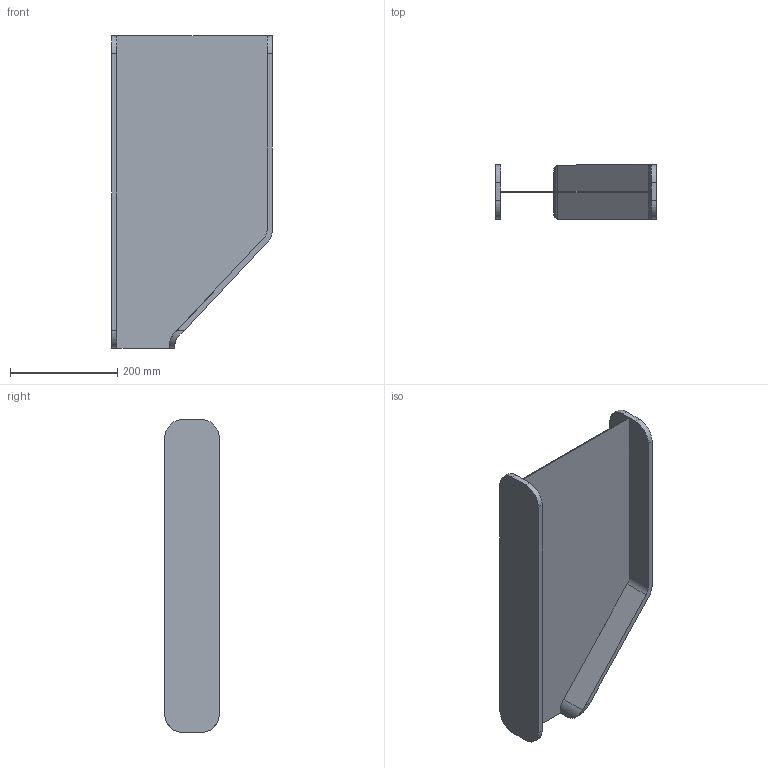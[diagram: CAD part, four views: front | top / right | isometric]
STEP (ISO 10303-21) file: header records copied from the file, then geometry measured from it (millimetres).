
FILE_DESCRIPTION(('STEP AP214'),'1');
FILE_NAME('solid3.stp','2017-09-11T13:50:32',(' '),(' '),'Spatial InterOp 3D',' ',' ');
FILE_SCHEMA(('AUTOMOTIVE_DESIGN { 1 0 10303 214 1 1 1 1 }'));
Length unit declared in the file: millimetre
Products named in the file (1): Solid
Bounding box: 300 x 101.5 x 583.5 mm (x, y, z)
Volume: 1449402.5 mm3; surface area: 558236.5 mm2
Topology: 1 solids, 1 shells, 34 faces, 100 edges, 68 vertices
Faces by surface type: plane 20, cylinder 14
Entity records: 1985 total; most frequent: CARTESIAN_POINT 255, ORIENTED_EDGE 200, DIRECTION 194, STYLED_ITEM 135, PRESENTATION_STYLE_ASSIGNMENT 135, COLOUR_RGB 135, EDGE_CURVE 100, CURVE_STYLE 100
